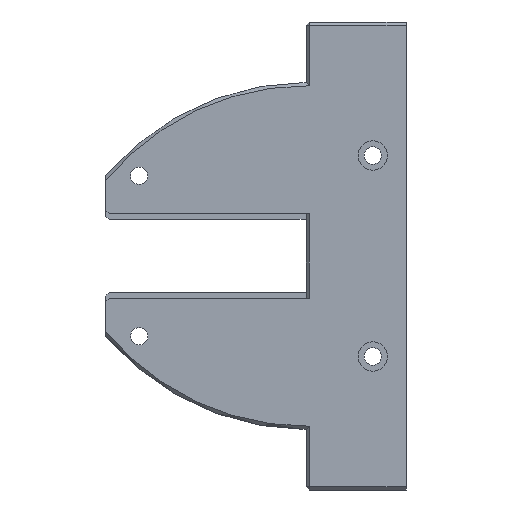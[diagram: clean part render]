
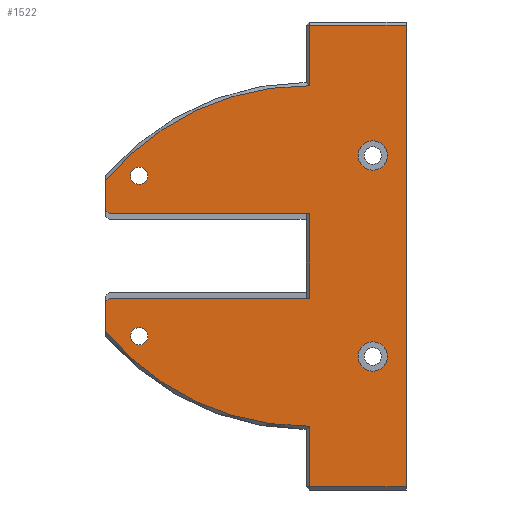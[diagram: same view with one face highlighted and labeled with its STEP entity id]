
A CAD part, left-side view. The second image highlights one B-rep face of the part: STEP entity #1522.
In plain terms, the highlighted planar face has unit normal (-1, 0, 0).
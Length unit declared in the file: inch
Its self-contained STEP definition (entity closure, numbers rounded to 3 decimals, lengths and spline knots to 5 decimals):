
#52=FACE_BOUND('',#227,.T.);
#53=FACE_BOUND('',#228,.T.);
#54=FACE_BOUND('',#229,.T.);
#55=FACE_BOUND('',#230,.T.);
#87=CIRCLE('',#1639,3.89);
#88=CIRCLE('',#1640,3.89);
#89=CIRCLE('',#1641,0.22);
#90=CIRCLE('',#1642,0.22);
#91=CIRCLE('',#1643,0.13);
#92=CIRCLE('',#1644,0.13);
#135=FACE_OUTER_BOUND('',#226,.T.);
#226=EDGE_LOOP('',(#1099,#1100,#1101,#1102,#1103,#1104,#1105,#1106,#1107,
#1108,#1109,#1110,#1111,#1112));
#227=EDGE_LOOP('',(#1113));
#228=EDGE_LOOP('',(#1114));
#229=EDGE_LOOP('',(#1115));
#230=EDGE_LOOP('',(#1116));
#378=LINE('',#2350,#542);
#379=LINE('',#2352,#543);
#380=LINE('',#2354,#544);
#381=LINE('',#2358,#545);
#382=LINE('',#2360,#546);
#383=LINE('',#2362,#547);
#384=LINE('',#2364,#548);
#385=LINE('',#2366,#549);
#386=LINE('',#2370,#550);
#387=LINE('',#2372,#551);
#388=LINE('',#2374,#552);
#389=LINE('',#2375,#553);
#542=VECTOR('',#1870,2.99854);
#543=VECTOR('',#1871,0.07071);
#544=VECTOR('',#1872,0.44485);
#545=VECTOR('',#1875,0.90518);
#546=VECTOR('',#1876,1.45);
#547=VECTOR('',#1877,6.91);
#548=VECTOR('',#1878,1.45);
#549=VECTOR('',#1879,0.90517);
#550=VECTOR('',#1882,0.44387);
#551=VECTOR('',#1883,0.07071);
#552=VECTOR('',#1884,2.99854);
#553=VECTOR('',#1885,1.25994);
#713=VERTEX_POINT('',#2348);
#714=VERTEX_POINT('',#2349);
#715=VERTEX_POINT('',#2351);
#716=VERTEX_POINT('',#2353);
#717=VERTEX_POINT('',#2355);
#718=VERTEX_POINT('',#2357);
#719=VERTEX_POINT('',#2359);
#720=VERTEX_POINT('',#2361);
#721=VERTEX_POINT('',#2363);
#722=VERTEX_POINT('',#2365);
#723=VERTEX_POINT('',#2367);
#724=VERTEX_POINT('',#2369);
#725=VERTEX_POINT('',#2371);
#726=VERTEX_POINT('',#2373);
#727=VERTEX_POINT('',#2376);
#728=VERTEX_POINT('',#2378);
#729=VERTEX_POINT('',#2380);
#730=VERTEX_POINT('',#2382);
#866=EDGE_CURVE('',#713,#714,#378,.T.);
#867=EDGE_CURVE('',#714,#715,#379,.F.);
#868=EDGE_CURVE('',#715,#716,#380,.T.);
#869=EDGE_CURVE('',#716,#717,#87,.T.);
#870=EDGE_CURVE('',#717,#718,#381,.T.);
#871=EDGE_CURVE('',#718,#719,#382,.T.);
#872=EDGE_CURVE('',#720,#719,#383,.T.);
#873=EDGE_CURVE('',#720,#721,#384,.T.);
#874=EDGE_CURVE('',#721,#722,#385,.T.);
#875=EDGE_CURVE('',#722,#723,#88,.T.);
#876=EDGE_CURVE('',#723,#724,#386,.T.);
#877=EDGE_CURVE('',#724,#725,#387,.F.);
#878=EDGE_CURVE('',#725,#726,#388,.T.);
#879=EDGE_CURVE('',#726,#713,#389,.T.);
#880=EDGE_CURVE('',#727,#727,#89,.T.);
#881=EDGE_CURVE('',#728,#728,#90,.T.);
#882=EDGE_CURVE('',#729,#729,#91,.T.);
#883=EDGE_CURVE('',#730,#730,#92,.T.);
#1099=ORIENTED_EDGE('',*,*,#866,.T.);
#1100=ORIENTED_EDGE('',*,*,#867,.T.);
#1101=ORIENTED_EDGE('',*,*,#868,.T.);
#1102=ORIENTED_EDGE('',*,*,#869,.T.);
#1103=ORIENTED_EDGE('',*,*,#870,.T.);
#1104=ORIENTED_EDGE('',*,*,#871,.T.);
#1105=ORIENTED_EDGE('',*,*,#872,.F.);
#1106=ORIENTED_EDGE('',*,*,#873,.T.);
#1107=ORIENTED_EDGE('',*,*,#874,.T.);
#1108=ORIENTED_EDGE('',*,*,#875,.T.);
#1109=ORIENTED_EDGE('',*,*,#876,.T.);
#1110=ORIENTED_EDGE('',*,*,#877,.T.);
#1111=ORIENTED_EDGE('',*,*,#878,.T.);
#1112=ORIENTED_EDGE('',*,*,#879,.T.);
#1113=ORIENTED_EDGE('',*,*,#880,.F.);
#1114=ORIENTED_EDGE('',*,*,#881,.F.);
#1115=ORIENTED_EDGE('',*,*,#882,.F.);
#1116=ORIENTED_EDGE('',*,*,#883,.F.);
#1454=PLANE('',#1638);
#1522=ADVANCED_FACE('',(#135,#52,#53,#54,#55),#1454,.T.);
#1638=AXIS2_PLACEMENT_3D('',#2347,#1868,#1869);
#1639=AXIS2_PLACEMENT_3D('',#2356,#1873,#1874);
#1640=AXIS2_PLACEMENT_3D('',#2368,#1880,#1881);
#1641=AXIS2_PLACEMENT_3D('',#2377,#1886,#1887);
#1642=AXIS2_PLACEMENT_3D('',#2379,#1888,#1889);
#1643=AXIS2_PLACEMENT_3D('',#2381,#1890,#1891);
#1644=AXIS2_PLACEMENT_3D('',#2383,#1892,#1893);
#1868=DIRECTION('center_axis',(-1.,0.,0.));
#1869=DIRECTION('ref_axis',(0.,0.,1.));
#1870=DIRECTION('',(0.,1.,0.));
#1871=DIRECTION('',(0.,-0.707,0.707));
#1872=DIRECTION('',(0.,0.,-1.));
#1873=DIRECTION('center_axis',(-1.,0.,0.));
#1874=DIRECTION('ref_axis',(0.,0.,1.));
#1875=DIRECTION('',(0.,0.,-1.));
#1876=DIRECTION('',(0.,-1.,0.));
#1877=DIRECTION('',(0.,0.,-1.));
#1878=DIRECTION('',(0.,1.,0.));
#1879=DIRECTION('',(0.,0.,-1.));
#1880=DIRECTION('center_axis',(-1.,0.,0.));
#1881=DIRECTION('ref_axis',(0.,0.,1.));
#1882=DIRECTION('',(0.,0.,-1.));
#1883=DIRECTION('',(0.,0.707,0.707));
#1884=DIRECTION('',(0.,-1.,0.));
#1885=DIRECTION('',(0.,0.,-1.));
#1886=DIRECTION('center_axis',(-1.,0.,0.));
#1887=DIRECTION('ref_axis',(0.,0.,1.));
#1888=DIRECTION('center_axis',(-1.,0.,0.));
#1889=DIRECTION('ref_axis',(0.,0.,1.));
#1890=DIRECTION('center_axis',(-1.,0.,0.));
#1891=DIRECTION('ref_axis',(0.,0.,1.));
#1892=DIRECTION('center_axis',(-1.,0.,0.));
#1893=DIRECTION('ref_axis',(0.,0.,1.));
#2347=CARTESIAN_POINT('Origin',(-4.46493,-0.25,10.50884));
#2348=CARTESIAN_POINT('',(-4.46493,-0.05,6.37401));
#2349=CARTESIAN_POINT('',(-4.46493,2.94854,6.37401));
#2350=CARTESIAN_POINT('',(-4.46493,-0.05,6.37401));
#2351=CARTESIAN_POINT('',(-4.46493,2.99854,6.32401));
#2352=CARTESIAN_POINT('',(-4.46493,2.99854,6.32401));
#2353=CARTESIAN_POINT('',(-4.46493,2.99854,5.87916));
#2354=CARTESIAN_POINT('',(-4.46493,2.99854,6.32401));
#2355=CARTESIAN_POINT('',(-4.46493,-0.05,4.45402));
#2356=CARTESIAN_POINT('Origin',(-4.46493,-0.01103,8.34382));
#2357=CARTESIAN_POINT('',(-4.46493,-0.05,3.54884));
#2358=CARTESIAN_POINT('',(-4.46493,-0.05,4.45402));
#2359=CARTESIAN_POINT('',(-4.46493,-1.5,3.54884));
#2360=CARTESIAN_POINT('',(-4.46493,-0.05,3.54884));
#2361=CARTESIAN_POINT('',(-4.46493,-1.5,10.45884));
#2362=CARTESIAN_POINT('',(-4.46493,-1.5,10.45884));
#2363=CARTESIAN_POINT('',(-4.46493,-0.05,10.45884));
#2364=CARTESIAN_POINT('',(-4.46493,-1.5,10.45884));
#2365=CARTESIAN_POINT('',(-4.46493,-0.05,9.55367));
#2366=CARTESIAN_POINT('',(-4.46493,-0.05,10.45884));
#2367=CARTESIAN_POINT('',(-4.46493,2.99854,8.12782));
#2368=CARTESIAN_POINT('Origin',(-4.46493,-0.01161,5.66386));
#2369=CARTESIAN_POINT('',(-4.46493,2.99854,7.68395));
#2370=CARTESIAN_POINT('',(-4.46493,2.99854,8.12782));
#2371=CARTESIAN_POINT('',(-4.46493,2.94854,7.63395));
#2372=CARTESIAN_POINT('',(-4.46493,2.94854,7.63395));
#2373=CARTESIAN_POINT('',(-4.46493,-0.05,7.63395));
#2374=CARTESIAN_POINT('',(-4.46493,2.94854,7.63395));
#2375=CARTESIAN_POINT('',(-4.46493,-0.05,7.63395));
#2376=CARTESIAN_POINT('',(-4.46493,-1.,5.27884));
#2377=CARTESIAN_POINT('Origin',(-4.46493,-1.,5.49884));
#2378=CARTESIAN_POINT('',(-4.46493,-1.,8.28884));
#2379=CARTESIAN_POINT('Origin',(-4.46493,-1.,8.50884));
#2380=CARTESIAN_POINT('',(-4.46493,2.49854,5.67097));
#2381=CARTESIAN_POINT('Origin',(-4.46493,2.49854,5.80097));
#2382=CARTESIAN_POINT('',(-4.46493,2.5,8.07603));
#2383=CARTESIAN_POINT('Origin',(-4.46493,2.5,8.20603));
